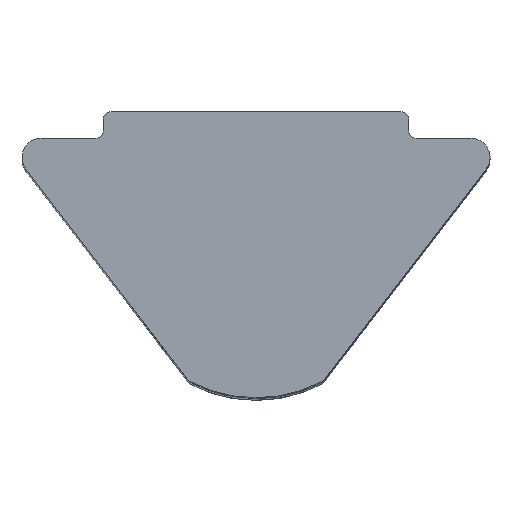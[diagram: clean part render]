
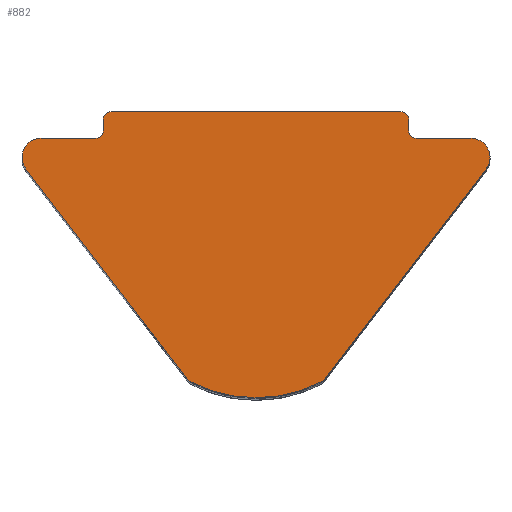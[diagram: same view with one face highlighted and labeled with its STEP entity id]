
A CAD part, top view. The second image highlights one B-rep face of the part: STEP entity #882.
In plain terms, the highlighted planar face has unit normal (0, 0, 1).
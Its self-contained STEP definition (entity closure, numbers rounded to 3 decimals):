
#2 = LINE ( 'NONE', #545, #29 ) ;
#29 = VECTOR ( 'NONE', #354, 1000. ) ;
#40 = FACE_OUTER_BOUND ( 'NONE', #834, .T. ) ;
#83 = EDGE_CURVE ( 'NONE', #244, #251, #630, .T. ) ;
#84 = EDGE_CURVE ( 'NONE', #214, #227, #665, .T. ) ;
#86 = EDGE_CURVE ( 'NONE', #241, #245, #673, .T. ) ;
#87 = EDGE_CURVE ( 'NONE', #231, #817, #634, .T. ) ;
#88 = EDGE_CURVE ( 'NONE', #779, #762, #619, .T. ) ;
#89 = EDGE_CURVE ( 'NONE', #223, #249, #631, .T. ) ;
#98 = EDGE_CURVE ( 'NONE', #251, #234, #640, .T. ) ;
#108 = EDGE_CURVE ( 'NONE', #249, #244, #642, .T. ) ;
#120 = EDGE_CURVE ( 'NONE', #234, #250, #628, .T. ) ;
#125 = EDGE_CURVE ( 'NONE', #250, #239, #709, .T. ) ;
#128 = EDGE_CURVE ( 'NONE', #239, #214, #718, .T. ) ;
#131 = EDGE_CURVE ( 'NONE', #227, #241, #711, .T. ) ;
#136 = EDGE_CURVE ( 'NONE', #762, #223, #706, .T. ) ;
#140 = EDGE_CURVE ( 'NONE', #817, #779, #697, .T. ) ;
#148 = EDGE_CURVE ( 'NONE', #245, #231, #2, .T. ) ;
#151 = AXIS2_PLACEMENT_3D ( 'NONE', #276, #275, #274 ) ;
#152 = AXIS2_PLACEMENT_3D ( 'NONE', #273, #272, #271 ) ;
#153 = AXIS2_PLACEMENT_3D ( 'NONE', #270, #269, #267 ) ;
#154 = AXIS2_PLACEMENT_3D ( 'NONE', #266, #265, #264 ) ;
#155 = AXIS2_PLACEMENT_3D ( 'NONE', #260, #259, #258 ) ;
#156 = AXIS2_PLACEMENT_3D ( 'NONE', #257, #256, #255 ) ;
#164 = AXIS2_PLACEMENT_3D ( 'NONE', #300, #297, #600 ) ;
#168 = AXIS2_PLACEMENT_3D ( 'NONE', #307, #306, #305 ) ;
#190 = AXIS2_PLACEMENT_3D ( 'NONE', #423, #485, #432 ) ;
#214 = VERTEX_POINT ( 'NONE', #584 ) ;
#223 = VERTEX_POINT ( 'NONE', #459 ) ;
#227 = VERTEX_POINT ( 'NONE', #405 ) ;
#231 = VERTEX_POINT ( 'NONE', #347 ) ;
#234 = VERTEX_POINT ( 'NONE', #563 ) ;
#239 = VERTEX_POINT ( 'NONE', #530 ) ;
#241 = VERTEX_POINT ( 'NONE', #345 ) ;
#244 = VERTEX_POINT ( 'NONE', #525 ) ;
#245 = VERTEX_POINT ( 'NONE', #441 ) ;
#249 = VERTEX_POINT ( 'NONE', #477 ) ;
#250 = VERTEX_POINT ( 'NONE', #482 ) ;
#251 = VERTEX_POINT ( 'NONE', #596 ) ;
#255 = DIRECTION ( 'NONE',  ( 1., 0., 0. ) ) ;
#256 = DIRECTION ( 'NONE',  ( 0., 0., -1. ) ) ;
#257 = CARTESIAN_POINT ( 'NONE',  ( -4.2, 3.25, 20. ) ) ;
#258 = DIRECTION ( 'NONE',  ( 1., 0., 0. ) ) ;
#259 = DIRECTION ( 'NONE',  ( 0., 0., 1. ) ) ;
#260 = CARTESIAN_POINT ( 'NONE',  ( -3.8, 3.55, 20. ) ) ;
#264 = DIRECTION ( 'NONE',  ( 1., 0., 0. ) ) ;
#265 = DIRECTION ( 'NONE',  ( 0., 0., 1. ) ) ;
#266 = CARTESIAN_POINT ( 'NONE',  ( 3.8, 3.55, 20. ) ) ;
#267 = DIRECTION ( 'NONE',  ( 1., 0., 0. ) ) ;
#269 = DIRECTION ( 'NONE',  ( 0., 0., -1. ) ) ;
#270 = CARTESIAN_POINT ( 'NONE',  ( 4.2, 3.25, 20. ) ) ;
#271 = DIRECTION ( 'NONE',  ( 1., 0., 0. ) ) ;
#272 = DIRECTION ( 'NONE',  ( 0., 0., 1. ) ) ;
#273 = CARTESIAN_POINT ( 'NONE',  ( 5.634, 2.55, 20. ) ) ;
#274 = DIRECTION ( 'NONE',  ( 1., 0., 0. ) ) ;
#275 = DIRECTION ( 'NONE',  ( 0., 0., 1. ) ) ;
#276 = CARTESIAN_POINT ( 'NONE',  ( -5.634, 2.55, 20. ) ) ;
#277 = DIRECTION ( 'NONE',  ( -1., 0., 0. ) ) ;
#283 = CARTESIAN_POINT ( 'NONE',  ( 4., 3.05, 20. ) ) ;
#286 = DIRECTION ( 'NONE',  ( -1., 0., 0. ) ) ;
#293 = DIRECTION ( 'NONE',  ( 0.61, 0.792, 0. ) ) ;
#296 = CARTESIAN_POINT ( 'NONE',  ( 1.75, -3.317, 20. ) ) ;
#297 = DIRECTION ( 'NONE',  ( 0., 0., 1. ) ) ;
#300 = CARTESIAN_POINT ( 'NONE',  ( -5.634, 2.55, 20. ) ) ;
#305 = DIRECTION ( 'NONE',  ( 1., 0., 0. ) ) ;
#306 = DIRECTION ( 'NONE',  ( 0., 0., 1. ) ) ;
#307 = CARTESIAN_POINT ( 'NONE',  ( 0., 0., 20. ) ) ;
#345 = CARTESIAN_POINT ( 'NONE',  ( 4.2, 3.05, 20. ) ) ;
#347 = CARTESIAN_POINT ( 'NONE',  ( 4., 3.55, 20. ) ) ;
#354 = DIRECTION ( 'NONE',  ( 0., 1., 0. ) ) ;
#360 = DIRECTION ( 'NONE',  ( 0.61, -0.792, 0. ) ) ;
#374 = CARTESIAN_POINT ( 'NONE',  ( -4., 3.05, 20. ) ) ;
#377 = CARTESIAN_POINT ( 'NONE',  ( -1.75, -3.317, 20. ) ) ;
#384 = PLANE ( 'NONE',  #190 ) ;
#405 = CARTESIAN_POINT ( 'NONE',  ( 5.634, 3.05, 20. ) ) ;
#423 = CARTESIAN_POINT ( 'NONE',  ( 0., 0., 20. ) ) ;
#430 = CARTESIAN_POINT ( 'NONE',  ( -4., 3.55, 20. ) ) ;
#432 = DIRECTION ( 'NONE',  ( 1., 0., 0. ) ) ;
#441 = CARTESIAN_POINT ( 'NONE',  ( 4., 3.25, 20. ) ) ;
#453 = CARTESIAN_POINT ( 'NONE',  ( -4., 3.75, 20. ) ) ;
#454 = CARTESIAN_POINT ( 'NONE',  ( -3.8, 3.75, 20. ) ) ;
#459 = CARTESIAN_POINT ( 'NONE',  ( -4., 3.25, 20. ) ) ;
#476 = DIRECTION ( 'NONE',  ( 0., -1., 0. ) ) ;
#477 = CARTESIAN_POINT ( 'NONE',  ( -4.2, 3.05, 20. ) ) ;
#482 = CARTESIAN_POINT ( 'NONE',  ( -1.75, -3.317, 20. ) ) ;
#485 = DIRECTION ( 'NONE',  ( 0., 0., 1. ) ) ;
#516 = CARTESIAN_POINT ( 'NONE',  ( 3.8, 3.75, 20. ) ) ;
#525 = CARTESIAN_POINT ( 'NONE',  ( -5.634, 3.05, 20. ) ) ;
#530 = CARTESIAN_POINT ( 'NONE',  ( 1.75, -3.317, 20. ) ) ;
#539 = CARTESIAN_POINT ( 'NONE',  ( -6.65, 3.05, 20. ) ) ;
#545 = CARTESIAN_POINT ( 'NONE',  ( 4., 3.75, 20. ) ) ;
#561 = DIRECTION ( 'NONE',  ( -1., 0., 0. ) ) ;
#563 = CARTESIAN_POINT ( 'NONE',  ( -6.03, 2.245, 20. ) ) ;
#584 = CARTESIAN_POINT ( 'NONE',  ( 6.03, 2.245, 20. ) ) ;
#596 = CARTESIAN_POINT ( 'NONE',  ( -6.134, 2.55, 20. ) ) ;
#600 = DIRECTION ( 'NONE',  ( 1., 0., 0. ) ) ;
#615 = VECTOR ( 'NONE', #561, 1000. ) ;
#619 = CIRCLE ( 'NONE', #155, 0.2 ) ;
#628 = LINE ( 'NONE', #377, #658 ) ;
#630 = CIRCLE ( 'NONE', #151, 0.5 ) ;
#631 = CIRCLE ( 'NONE', #156, 0.2 ) ;
#634 = CIRCLE ( 'NONE', #154, 0.2 ) ;
#640 = CIRCLE ( 'NONE', #164, 0.5 ) ;
#642 = LINE ( 'NONE', #539, #615 ) ;
#658 = VECTOR ( 'NONE', #360, 1000. ) ;
#665 = CIRCLE ( 'NONE', #152, 0.5 ) ;
#672 = VECTOR ( 'NONE', #286, 1000. ) ;
#673 = CIRCLE ( 'NONE', #153, 0.2 ) ;
#692 = VECTOR ( 'NONE', #476, 1000. ) ;
#697 = LINE ( 'NONE', #453, #672 ) ;
#706 = LINE ( 'NONE', #374, #692 ) ;
#707 = VECTOR ( 'NONE', #277, 1000. ) ;
#709 = CIRCLE ( 'NONE', #168, 3.75 ) ;
#711 = LINE ( 'NONE', #283, #707 ) ;
#712 = VECTOR ( 'NONE', #293, 1000. ) ;
#718 = LINE ( 'NONE', #296, #712 ) ;
#730 = ORIENTED_EDGE ( 'NONE', *, *, #128, .T. ) ;
#732 = ORIENTED_EDGE ( 'NONE', *, *, #125, .T. ) ;
#737 = ORIENTED_EDGE ( 'NONE', *, *, #84, .T. ) ;
#756 = ORIENTED_EDGE ( 'NONE', *, *, #120, .T. ) ;
#762 = VERTEX_POINT ( 'NONE', #430 ) ;
#763 = ORIENTED_EDGE ( 'NONE', *, *, #98, .T. ) ;
#764 = ORIENTED_EDGE ( 'NONE', *, *, #89, .T. ) ;
#768 = ORIENTED_EDGE ( 'NONE', *, *, #86, .T. ) ;
#770 = ORIENTED_EDGE ( 'NONE', *, *, #136, .T. ) ;
#774 = ORIENTED_EDGE ( 'NONE', *, *, #88, .T. ) ;
#779 = VERTEX_POINT ( 'NONE', #454 ) ;
#793 = ORIENTED_EDGE ( 'NONE', *, *, #108, .T. ) ;
#800 = ORIENTED_EDGE ( 'NONE', *, *, #83, .T. ) ;
#814 = ORIENTED_EDGE ( 'NONE', *, *, #131, .T. ) ;
#815 = ORIENTED_EDGE ( 'NONE', *, *, #87, .T. ) ;
#817 = VERTEX_POINT ( 'NONE', #516 ) ;
#820 = ORIENTED_EDGE ( 'NONE', *, *, #148, .T. ) ;
#834 = EDGE_LOOP ( 'NONE', ( #793, #800, #763, #756, #732, #730, #737, #814, #768, #820, #815, #841, #774, #770, #764 ) ) ;
#841 = ORIENTED_EDGE ( 'NONE', *, *, #140, .T. ) ;
#882 = ADVANCED_FACE ( 'NONE', ( #40 ), #384, .T. ) ;
